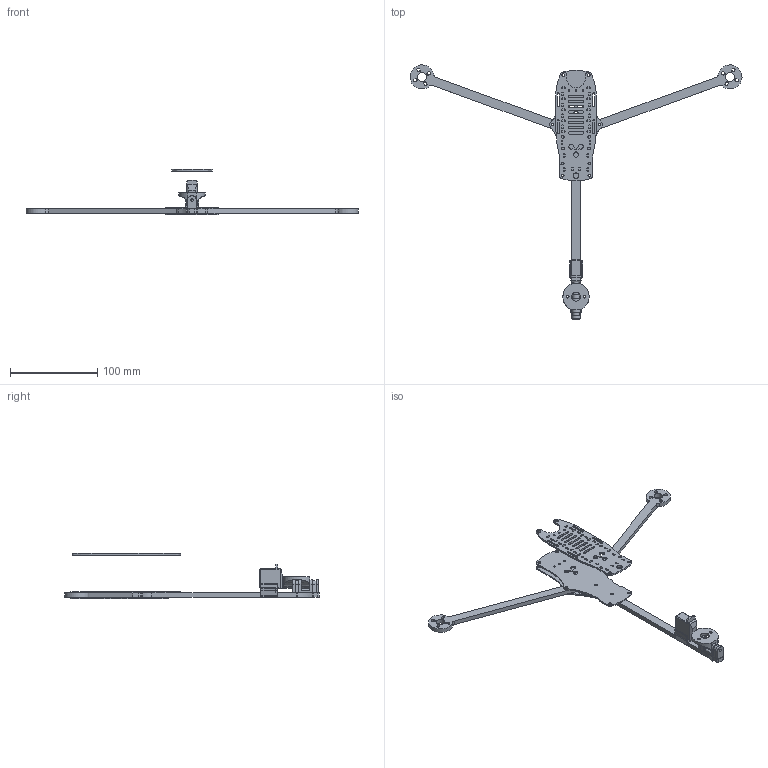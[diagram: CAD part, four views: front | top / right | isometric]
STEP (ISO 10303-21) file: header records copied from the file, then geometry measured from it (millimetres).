
FILE_DESCRIPTION(/* description */ (''),/* implementation_level */ '2;1');
FILE_NAME(/* name */ 'For Quote 8" Tricopter V2 v3.step',/* time_stamp */ '2019-12-22T13:00:40+01:00',/* author */ (''),/* organization */ (''),/* preprocessor_version */ 'ST-DEVELOPER v18',/* originating_system */ 'Autodesk Translation Framework v8.6.0.1094',/* authorisation */ '');
FILE_SCHEMA (('AUTOMOTIVE_DESIGN { 1 0 10303 214 3 1 1 }'));
Length unit declared in the file: millimetre
Products named in the file (3): For Quote 8" Tricopter V2; Servo assembly; Frame
Assembly tree (2 placements, depth 2):
  For Quote 8" Tricopter V2
    Servo assembly
    Frame
Bounding box: 379.74 x 290.76 x 51.5 mm (x, y, z)
Volume: 70547.8 mm3; surface area: 58981.2 mm2
Topology: 10 solids, 10 shells, 694 faces, 2018 edges, 1346 vertices
Faces by surface type: plane 359, cylinder 237, bspline 98
Full cylindrical faces by diameter (mm): 2.15 x6, 3 x7, 3.1 x21, 3.101 x5, 6 x1, 6.5 x1, 10 x2
Entity records: 26378 total; most frequent: CARTESIAN_POINT 7852, ORIENTED_EDGE 4036, DIRECTION 3502, EDGE_CURVE 2018, VERTEX_POINT 1346, LINE 1328, VECTOR 1328, AXIS2_PLACEMENT_3D 1087
